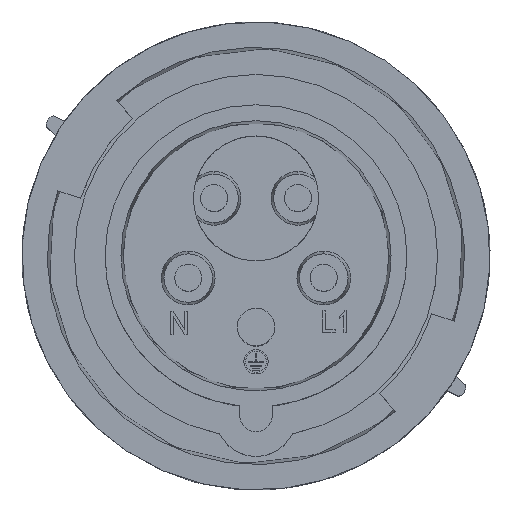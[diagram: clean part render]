
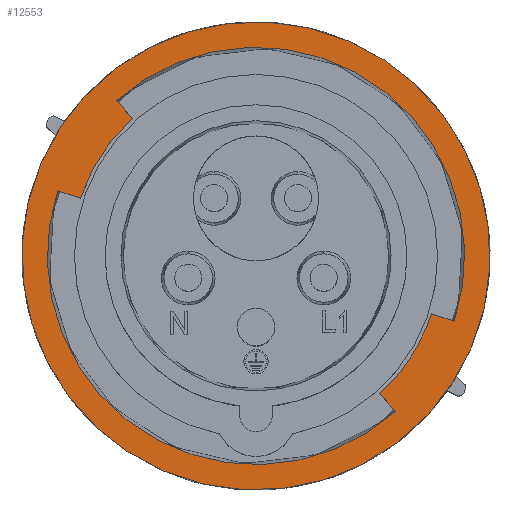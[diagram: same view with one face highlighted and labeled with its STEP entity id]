
A CAD part, top view. The second image highlights one B-rep face of the part: STEP entity #12553.
In plain terms, the highlighted planar face has unit normal (0, 0, 1).
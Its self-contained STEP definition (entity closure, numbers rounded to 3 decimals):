
#123 = CARTESIAN_POINT ( 'NONE',  ( 38.659, -12.725, 91.332 ) ) ;
#634 = AXIS2_PLACEMENT_3D ( 'NONE', #4297, #18610, #8364 ) ;
#759 = LINE ( 'NONE', #18327, #24671 ) ;
#806 = DIRECTION ( 'NONE',  ( 0., 0., -1. ) ) ;
#983 = CARTESIAN_POINT ( 'NONE',  ( -22.942, 25.565, 91.332 ) ) ;
#1109 = VERTEX_POINT ( 'NONE', #15586 ) ;
#1628 = EDGE_CURVE ( 'NONE', #5495, #6743, #11791, .T. ) ;
#1845 = ORIENTED_EDGE ( 'NONE', *, *, #12209, .T. ) ;
#2116 = FACE_BOUND ( 'NONE', #17496, .T. ) ;
#2705 = CARTESIAN_POINT ( 'NONE',  ( 0., 0., 91.332 ) ) ;
#3237 = DIRECTION ( 'NONE',  ( -0.837, 0.547, 0. ) ) ;
#3242 = CARTESIAN_POINT ( 'NONE',  ( 28.757, -18.788, 91.332 ) ) ;
#4191 = DIRECTION ( 'NONE',  ( -0.95, 0.313, 0. ) ) ;
#4297 = CARTESIAN_POINT ( 'NONE',  ( 21.218, 32.477, 91.332 ) ) ;
#4612 = DIRECTION ( 'NONE',  ( 0.837, -0.547, 0. ) ) ;
#4831 = VERTEX_POINT ( 'NONE', #23436 ) ;
#4996 = DIRECTION ( 'NONE',  ( -0.837, 0.547, 0. ) ) ;
#5045 = CIRCLE ( 'NONE', #24066, 43.5 ) ;
#5178 = DIRECTION ( 'NONE',  ( -0.837, 0.547, 0. ) ) ;
#5495 = VERTEX_POINT ( 'NONE', #26187 ) ;
#5503 = CIRCLE ( 'NONE', #26683, 34.35 ) ;
#6161 = AXIS2_PLACEMENT_3D ( 'NONE', #24097, #11793, #24484 ) ;
#6386 = DIRECTION ( 'NONE',  ( 0., 0., -1. ) ) ;
#6743 = VERTEX_POINT ( 'NONE', #25112 ) ;
#7084 = VERTEX_POINT ( 'NONE', #13575 ) ;
#7137 = ORIENTED_EDGE ( 'NONE', *, *, #20178, .T. ) ;
#7167 = VERTEX_POINT ( 'NONE', #983 ) ;
#7223 = AXIS2_PLACEMENT_3D ( 'NONE', #20079, #6386, #25039 ) ;
#7231 = EDGE_CURVE ( 'NONE', #7167, #18654, #16245, .T. ) ;
#7284 = CIRCLE ( 'NONE', #22414, 38.793 ) ;
#7451 = DIRECTION ( 'NONE',  ( 0., 0., 1. ) ) ;
#7978 = LINE ( 'NONE', #16191, #24101 ) ;
#8197 = ORIENTED_EDGE ( 'NONE', *, *, #10811, .T. ) ;
#8364 = DIRECTION ( 'NONE',  ( -1., 0., 0. ) ) ;
#9354 = EDGE_CURVE ( 'NONE', #12608, #21352, #759, .T. ) ;
#9373 = VERTEX_POINT ( 'NONE', #23910 ) ;
#9406 = CIRCLE ( 'NONE', #18018, 34.35 ) ;
#9479 = ORIENTED_EDGE ( 'NONE', *, *, #17746, .F. ) ;
#9546 = DIRECTION ( 'NONE',  ( -1., 0., 0. ) ) ;
#10356 = CARTESIAN_POINT ( 'NONE',  ( 25.91, -28.872, 91.332 ) ) ;
#10405 = PLANE ( 'NONE',  #634 ) ;
#10811 = EDGE_CURVE ( 'NONE', #1109, #9373, #12822, .T. ) ;
#10845 = ORIENTED_EDGE ( 'NONE', *, *, #19569, .T. ) ;
#11791 = CIRCLE ( 'NONE', #6161, 43.5 ) ;
#11793 = DIRECTION ( 'NONE',  ( 0., 0., 1. ) ) ;
#11868 = DIRECTION ( 'NONE',  ( 0.668, -0.744, 0. ) ) ;
#11981 = CIRCLE ( 'NONE', #7223, 38.793 ) ;
#12209 = EDGE_CURVE ( 'NONE', #21352, #4831, #11981, .T. ) ;
#12553 = ADVANCED_FACE ( 'NONE', ( #12660, #2116 ), #10405, .F. ) ;
#12608 = VERTEX_POINT ( 'NONE', #24692 ) ;
#12660 = FACE_OUTER_BOUND ( 'NONE', #23064, .T. ) ;
#12822 = LINE ( 'NONE', #123, #18683 ) ;
#12935 = EDGE_CURVE ( 'NONE', #9373, #20739, #20546, .T. ) ;
#13013 = DIRECTION ( 'NONE',  ( 0., 0., -1. ) ) ;
#13304 = EDGE_CURVE ( 'NONE', #20739, #12608, #5503, .T. ) ;
#13575 = CARTESIAN_POINT ( 'NONE',  ( -32.628, 10.74, 91.332 ) ) ;
#13712 = DIRECTION ( 'NONE',  ( 0., 0., 1. ) ) ;
#14231 = CARTESIAN_POINT ( 'NONE',  ( -27.183, 30.291, 91.332 ) ) ;
#14435 = AXIS2_PLACEMENT_3D ( 'NONE', #25729, #19648, #5178 ) ;
#15586 = CARTESIAN_POINT ( 'NONE',  ( 36.848, -12.129, 91.332 ) ) ;
#16191 = CARTESIAN_POINT ( 'NONE',  ( -38.659, 12.725, 91.332 ) ) ;
#16245 = LINE ( 'NONE', #14231, #26078 ) ;
#17173 = CARTESIAN_POINT ( 'NONE',  ( 0., 0., 91.332 ) ) ;
#17496 = EDGE_LOOP ( 'NONE', ( #18323, #1845, #22529, #7137, #24191, #9479, #8197, #25994, #18395 ) ) ;
#17690 = CARTESIAN_POINT ( 'NONE',  ( 0., 0., 91.332 ) ) ;
#17746 = EDGE_CURVE ( 'NONE', #1109, #18654, #7284, .T. ) ;
#18018 = AXIS2_PLACEMENT_3D ( 'NONE', #17173, #13013, #4612 ) ;
#18217 = EDGE_CURVE ( 'NONE', #4831, #7084, #7978, .T. ) ;
#18323 = ORIENTED_EDGE ( 'NONE', *, *, #9354, .T. ) ;
#18327 = CARTESIAN_POINT ( 'NONE',  ( 27.183, -30.291, 91.332 ) ) ;
#18395 = ORIENTED_EDGE ( 'NONE', *, *, #13304, .T. ) ;
#18610 = DIRECTION ( 'NONE',  ( 0., 0., -1. ) ) ;
#18654 = VERTEX_POINT ( 'NONE', #25062 ) ;
#18683 = VECTOR ( 'NONE', #4191, 1000. ) ;
#19569 = EDGE_CURVE ( 'NONE', #6743, #5495, #5045, .T. ) ;
#19648 = DIRECTION ( 'NONE',  ( 0., 0., -1. ) ) ;
#20066 = CARTESIAN_POINT ( 'NONE',  ( 0., 0., 91.332 ) ) ;
#20079 = CARTESIAN_POINT ( 'NONE',  ( 0., 0., 91.332 ) ) ;
#20178 = EDGE_CURVE ( 'NONE', #7084, #7167, #9406, .T. ) ;
#20321 = DIRECTION ( 'NONE',  ( -0.668, 0.744, 0. ) ) ;
#20546 = CIRCLE ( 'NONE', #14435, 34.35 ) ;
#20739 = VERTEX_POINT ( 'NONE', #3242 ) ;
#21352 = VERTEX_POINT ( 'NONE', #10356 ) ;
#22414 = AXIS2_PLACEMENT_3D ( 'NONE', #20066, #13712, #9546 ) ;
#22529 = ORIENTED_EDGE ( 'NONE', *, *, #18217, .T. ) ;
#23064 = EDGE_LOOP ( 'NONE', ( #23106, #10845 ) ) ;
#23106 = ORIENTED_EDGE ( 'NONE', *, *, #1628, .T. ) ;
#23436 = CARTESIAN_POINT ( 'NONE',  ( -36.848, 12.129, 91.332 ) ) ;
#23910 = CARTESIAN_POINT ( 'NONE',  ( 32.628, -10.74, 91.332 ) ) ;
#24066 = AXIS2_PLACEMENT_3D ( 'NONE', #17690, #7451, #3237 ) ;
#24097 = CARTESIAN_POINT ( 'NONE',  ( 0., 0., 91.332 ) ) ;
#24101 = VECTOR ( 'NONE', #26743, 1000. ) ;
#24191 = ORIENTED_EDGE ( 'NONE', *, *, #7231, .T. ) ;
#24484 = DIRECTION ( 'NONE',  ( -0.837, 0.547, 0. ) ) ;
#24671 = VECTOR ( 'NONE', #11868, 1000. ) ;
#24692 = CARTESIAN_POINT ( 'NONE',  ( 22.942, -25.565, 91.332 ) ) ;
#25039 = DIRECTION ( 'NONE',  ( -1., 0., 0. ) ) ;
#25062 = CARTESIAN_POINT ( 'NONE',  ( -25.91, 28.872, 91.332 ) ) ;
#25112 = CARTESIAN_POINT ( 'NONE',  ( -36.417, 23.792, 91.332 ) ) ;
#25729 = CARTESIAN_POINT ( 'NONE',  ( 0., 0., 91.332 ) ) ;
#25994 = ORIENTED_EDGE ( 'NONE', *, *, #12935, .T. ) ;
#26078 = VECTOR ( 'NONE', #20321, 1000. ) ;
#26187 = CARTESIAN_POINT ( 'NONE',  ( 36.417, -23.792, 91.332 ) ) ;
#26683 = AXIS2_PLACEMENT_3D ( 'NONE', #2705, #806, #4996 ) ;
#26743 = DIRECTION ( 'NONE',  ( 0.95, -0.313, 0. ) ) ;
